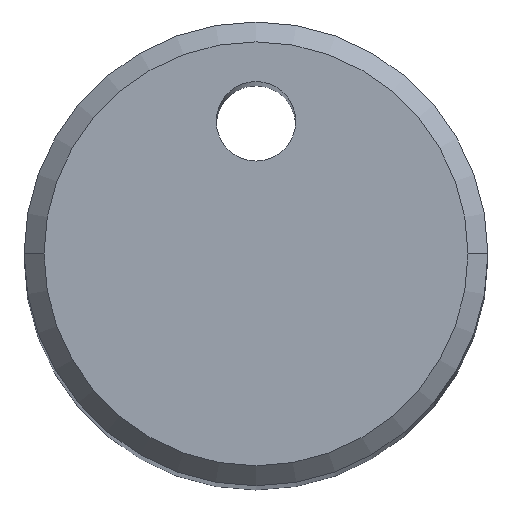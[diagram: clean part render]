
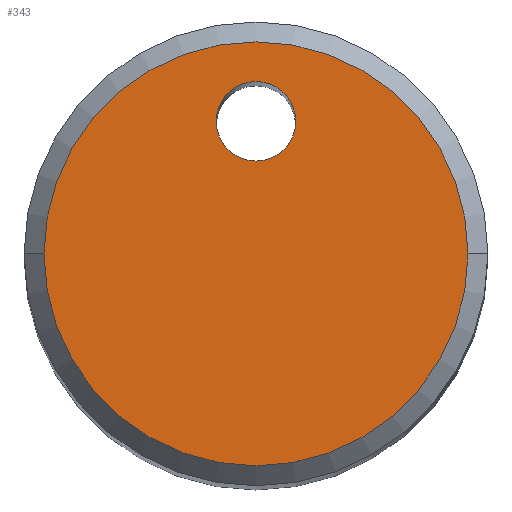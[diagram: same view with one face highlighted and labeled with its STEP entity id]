
A CAD part, top view. The second image highlights one B-rep face of the part: STEP entity #343.
In plain terms, the highlighted planar face has unit normal (0, 0, 1).
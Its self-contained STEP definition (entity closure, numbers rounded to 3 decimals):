
#169=EDGE_CURVE('NONE',#285,#261,#444,.T.);
#171=VERTEX_POINT('NONE',#446);
#177=EDGE_CURVE('NONE',#171,#187,#452,.F.);
#187=VERTEX_POINT('NONE',#462);
#247=EDGE_CURVE('NONE',#261,#285,#528,.F.);
#261=VERTEX_POINT('NONE',#542);
#285=VERTEX_POINT('NONE',#568);
#343=ADVANCED_FACE('NONE',(#630,#631),#632,.F.);
#369=EDGE_CURVE('NONE',#187,#171,#661,.T.);
#444=CIRCLE('',#738,3.2);
#446=CARTESIAN_POINT('',(0.6,2.0,0.0));
#452=CIRCLE('',#757,0.6);
#462=CARTESIAN_POINT('',(-0.6,2.0,0.0));
#528=CIRCLE('',#958,3.2);
#542=CARTESIAN_POINT('',(-3.2,0.,0.0));
#568=CARTESIAN_POINT('',(3.2,0.,0.0));
#630=FACE_OUTER_BOUND('',#1206,.T.);
#631=FACE_BOUND('',#1207,.T.);
#632=PLANE('',#1208);
#661=CIRCLE('',#1323,0.6);
#738=AXIS2_PLACEMENT_3D('',#1418,#1419,#1420);
#757=AXIS2_PLACEMENT_3D('',#1421,#1422,#1423);
#958=AXIS2_PLACEMENT_3D('',#1493,#1494,#1495);
#1206=EDGE_LOOP('',(#1584,#1585));
#1207=EDGE_LOOP('',(#1586,#1587));
#1208=AXIS2_PLACEMENT_3D('',#1588,#1589,#1590);
#1323=AXIS2_PLACEMENT_3D('',#1627,#1628,#1629);
#1418=CARTESIAN_POINT('',(0.0,0.0,0.0));
#1419=DIRECTION('',(0.0,0.0,1.0));
#1420=DIRECTION('',(-1.0,0.,0.0));
#1421=CARTESIAN_POINT('',(0.,2.0,0.0));
#1422=DIRECTION('',(0.0,0.0,-1.0));
#1423=DIRECTION('',(1.0,0.,0.0));
#1493=CARTESIAN_POINT('',(0.0,0.0,0.0));
#1494=DIRECTION('',(0.0,0.0,-1.0));
#1495=DIRECTION('',(-1.0,0.,0.0));
#1584=ORIENTED_EDGE('',*,*,#247,.T.);
#1585=ORIENTED_EDGE('',*,*,#169,.T.);
#1586=ORIENTED_EDGE('',*,*,#177,.F.);
#1587=ORIENTED_EDGE('',*,*,#369,.F.);
#1588=CARTESIAN_POINT('',(0.0,0.0,0.0));
#1589=DIRECTION('',(0.0,0.0,-1.0));
#1590=DIRECTION('',(-1.0,0.0,0.0));
#1627=CARTESIAN_POINT('',(0.,2.0,0.0));
#1628=DIRECTION('',(-0.0,0.0,1.0));
#1629=DIRECTION('',(1.0,0.,0.0));
